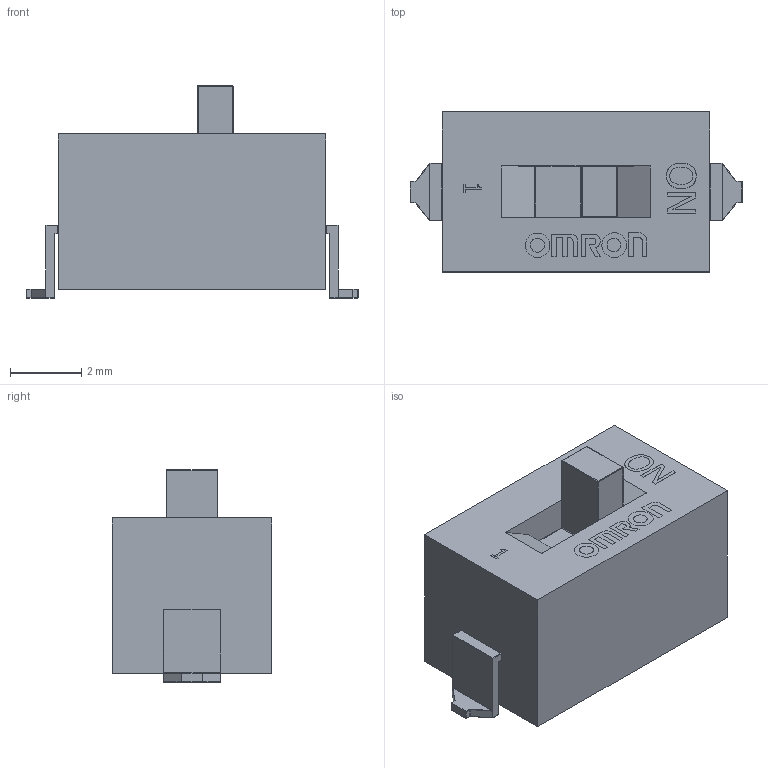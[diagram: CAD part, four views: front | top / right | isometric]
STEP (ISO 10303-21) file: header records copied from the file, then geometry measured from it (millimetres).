
FILE_DESCRIPTION (( 'STEP AP214' ), '1' );
FILE_NAME ('A6SN-1104.STEP', '2023-06-12T21:04:37', ( '' ), ( '' ), 'SwSTEP 2.0', 'SolidWorks 2013', '' );
FILE_SCHEMA (( 'AUTOMOTIVE_DESIGN' ));
Length unit declared in the file: inch
Products named in the file (6): Omron; Label; 3; 2; 1; A6SN-1104
Assembly tree (5 placements, depth 2):
  A6SN-1104
    1
    2
    3
    Label
    Omron
Bounding box: 9.3 x 4.48 x 5.95 mm (x, y, z)
Volume: 147.7 mm3; surface area: 224.4 mm2
Topology: 12 solids, 12 shells, 349 faces, 916 edges, 520 vertices
Faces by surface type: bspline 133, plane 114, cylinder 102
Entity records: 17325 total; most frequent: CARTESIAN_POINT 4682, ORIENTED_EDGE 1688, DIRECTION 1552, EDGE_CURVE 844, AXIS2_PLACEMENT_3D 580, VERTEX_POINT 520, LINE 392, VECTOR 392
